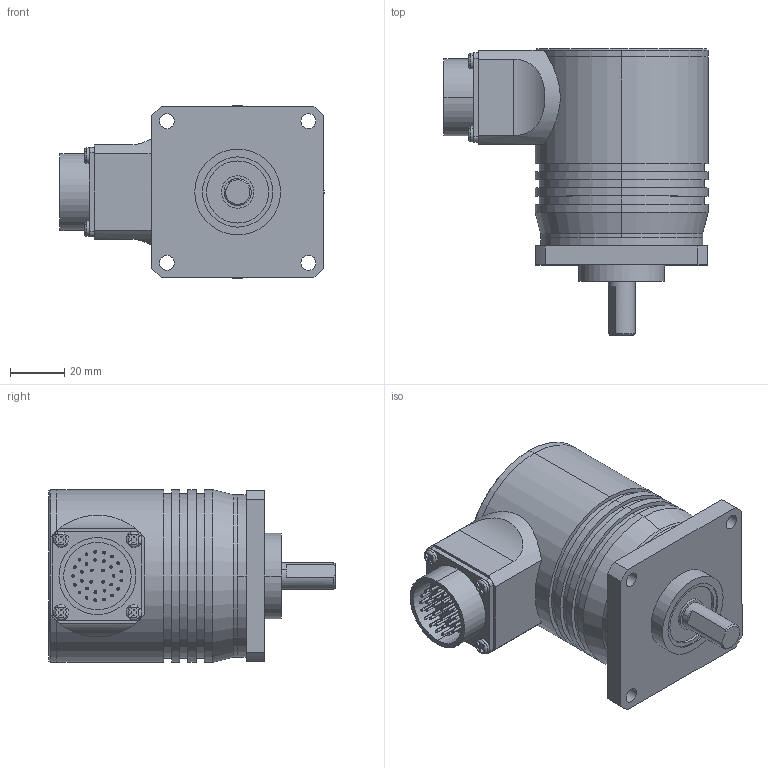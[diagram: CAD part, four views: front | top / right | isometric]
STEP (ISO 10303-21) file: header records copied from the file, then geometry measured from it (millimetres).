
FILE_DESCRIPTION (( 'STEP AP214' ), '1' );
FILE_NAME ('EAM58D10-GP6PMER-64-1024.STEP', '2023-02-24T06:30:55', ( '微软用户' ), ( '微软中国' ), 'SwSTEP 2.0', 'SolidWorks 2011', '' );
FILE_SCHEMA (( 'AUTOMOTIVE_DESIGN' ));
Length unit declared in the file: millimetre
Products named in the file (1): EAM58D10-GP6PMER-64-1024
Bounding box: 97.8 x 106 x 64 mm (x, y, z)
Volume: 132050.7 mm3; surface area: 71803.4 mm2
Topology: 16 solids, 16 shells, 562 faces, 1249 edges, 798 vertices
Faces by surface type: cylinder 261, plane 210, torus 72, cone 19
Entity records: 22628 total; most frequent: CARTESIAN_POINT 3247, DIRECTION 2974, ORIENTED_EDGE 2482, EDGE_CURVE 1241, AXIS2_PLACEMENT_3D 1238, VERTEX_POINT 798, EDGE_LOOP 685, CIRCLE 675
